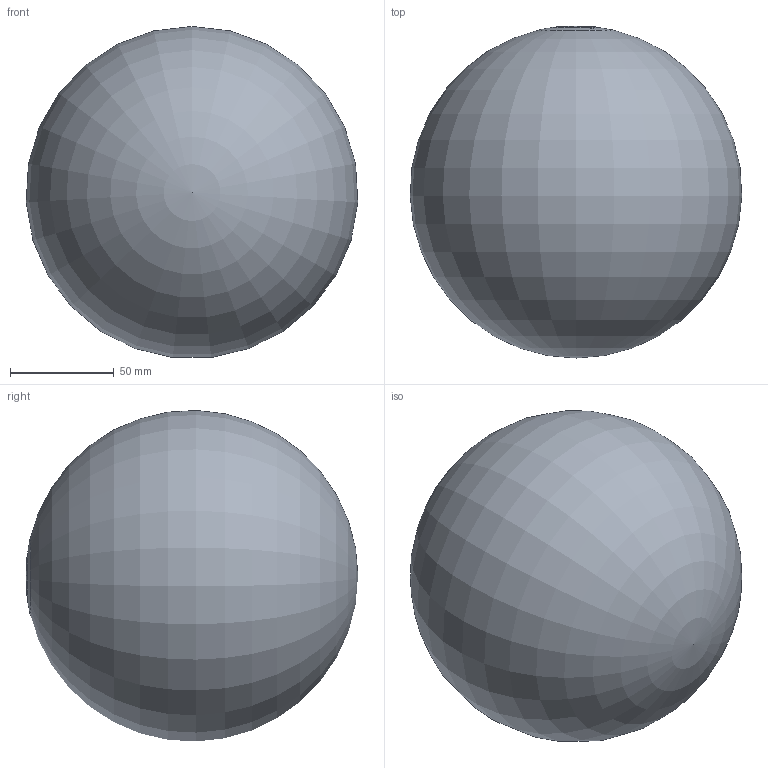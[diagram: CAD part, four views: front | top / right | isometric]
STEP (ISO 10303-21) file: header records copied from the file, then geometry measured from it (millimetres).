
FILE_DESCRIPTION(/* description */ ('STEP AP214'),/* implementation_level */ '2;1');
FILE_NAME(/* name */ '8175242_MS4-LR-1_4-D6-AG-MPA-F1A-B',/* time_stamp */ '2024-09-09T18:47:02+02:00',/* author */ ('License CC BY-ND 4.0'),/* organization */ ('CADENAS'),/* preprocessor_version */ 'ST-DEVELOPER v19.3',/* originating_system */ 'PARTsolutions',/* authorisation */ ' ');
FILE_SCHEMA (('AUTOMOTIVE_DESIGN {1 0 10303 214 3 1 1}'));
Length unit declared in the file: millimetre
Products named in the file (1): 8175242 MS4-LR-1/4-D6-AG-MPA-F1A-B---(high)
Bounding box: 159.67 x 159.9 x 159.4 mm (x, y, z)
Volume: 1984121.9 mm3; surface area: 107030.5 mm2
Topology: 1 solids, 1 shells, 436 faces, 1198 edges, 788 vertices
Faces by surface type: plane 216, cylinder 194, torus 14, cone 12
Full cylindrical faces by diameter (mm): 6 x4, 11.445 x2, 27.9 x1
Entity records: 17024 total; most frequent: CARTESIAN_POINT 2725, DIRECTION 2384, ORIENTED_EDGE 2354, EDGE_CURVE 1177, AXIS2_PLACEMENT_3D 872, VERTEX_POINT 785, LINE 640, VECTOR 640
